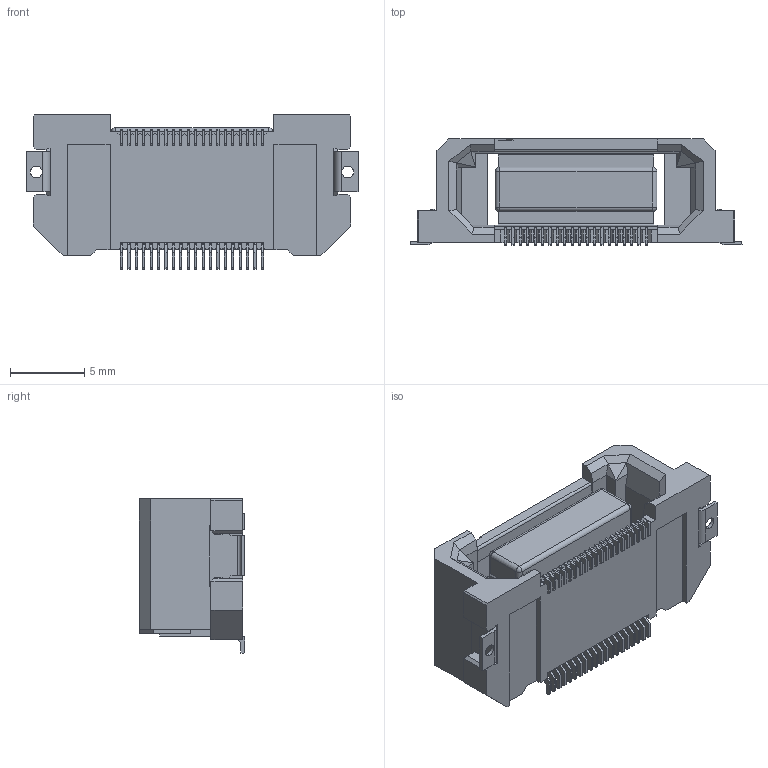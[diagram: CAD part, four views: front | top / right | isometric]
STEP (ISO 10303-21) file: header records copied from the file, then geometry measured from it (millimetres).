
FILE_DESCRIPTION(('CoCreate Modeling STEP Export'),'2;1');
FILE_NAME('FX20-40S-0.5SH.stp','2013-09-09T 9:30:12',(''),(''),'CoCreate Modeling STEP processor for AP214 (Solid Model)','CoCreate Modeling 17.0 01-Apr-2010 (C) Parametric Technology GmbH','');
FILE_SCHEMA(('AUTOMOTIVE_DESIGN { 1 0 10303 214 1 1 1 1 }'));
Length unit declared in the file: millimetre
Products named in the file (1): FX20-40S-0.5SH
Bounding box: 22.4 x 7.15 x 10.4 mm (x, y, z)
Volume: 819.2 mm3; surface area: 1430.1 mm2
Topology: 1 solids, 1 shells, 1384 faces, 3943 edges, 2598 vertices
Faces by surface type: plane 1183, cylinder 197, sphere 4
Entity records: 44433 total; most frequent: CARTESIAN_POINT 8036, ORIENTED_EDGE 7878, DIRECTION 7083, EDGE_CURVE 3939, VECTOR 3537, LINE 3537, VERTEX_POINT 2598, AXIS2_PLACEMENT_3D 1773
